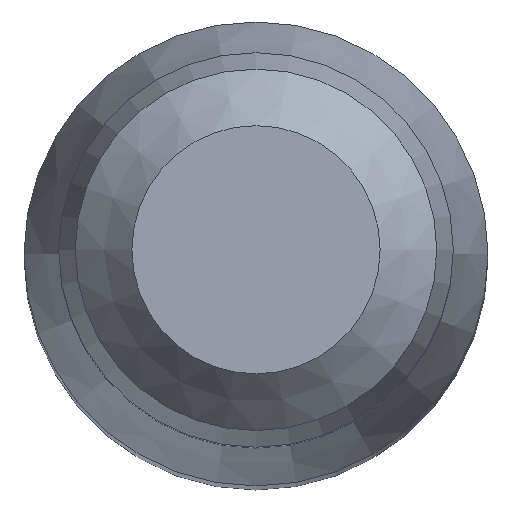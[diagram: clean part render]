
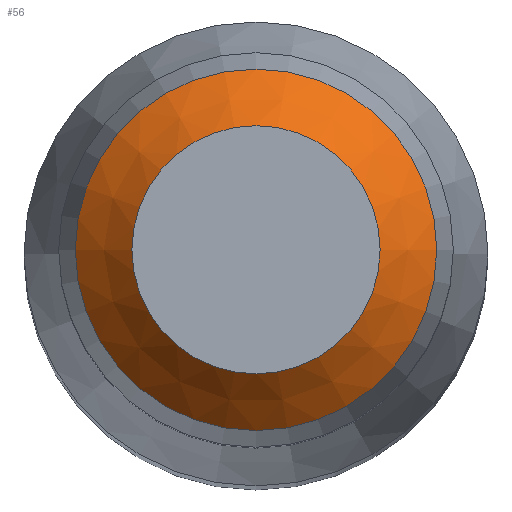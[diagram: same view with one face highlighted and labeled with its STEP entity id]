
A CAD part, top view. The second image highlights one B-rep face of the part: STEP entity #56.
In plain terms, the highlighted conical face has half-angle 45 degrees and reference radius 2.651 mm.
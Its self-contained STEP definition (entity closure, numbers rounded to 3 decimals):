
#56=ADVANCED_FACE('',(#84,#85),#62,.T.);
#62=CONICAL_SURFACE('',#530,2.651,45.);
#84=FACE_BOUND('',#110,.T.);
#85=FACE_BOUND('',#111,.T.);
#110=EDGE_LOOP('',(#136));
#111=EDGE_LOOP('',(#137));
#136=ORIENTED_EDGE('',*,*,#164,.F.);
#137=ORIENTED_EDGE('',*,*,#165,.F.);
#151=VERTEX_POINT('',#712);
#152=VERTEX_POINT('',#715);
#164=EDGE_CURVE('',#151,#151,#177,.T.);
#165=EDGE_CURVE('',#152,#152,#178,.T.);
#177=CIRCLE('',#527,1.605);
#178=CIRCLE('',#529,2.337);
#527=AXIS2_PLACEMENT_3D('',#711,#619,#620);
#529=AXIS2_PLACEMENT_3D('',#714,#623,#624);
#530=AXIS2_PLACEMENT_3D('',#716,#625,#626);
#619=DIRECTION('',(0.,0.,1.));
#620=DIRECTION('',(-1.,0.,0.));
#623=DIRECTION('',(0.,0.,-1.));
#624=DIRECTION('',(1.,0.,0.));
#625=DIRECTION('',(0.,0.,-1.));
#626=DIRECTION('',(-1.,0.,0.));
#711=CARTESIAN_POINT('',(0.,0.,70.2));
#712=CARTESIAN_POINT('',(-1.605,0.,70.2));
#714=CARTESIAN_POINT('',(0.,0.,69.468));
#715=CARTESIAN_POINT('',(2.337,0.,69.468));
#716=CARTESIAN_POINT('',(0.,0.,69.154));
